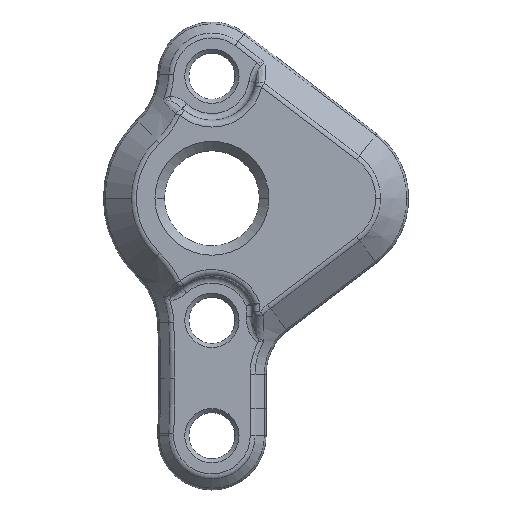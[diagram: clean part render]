
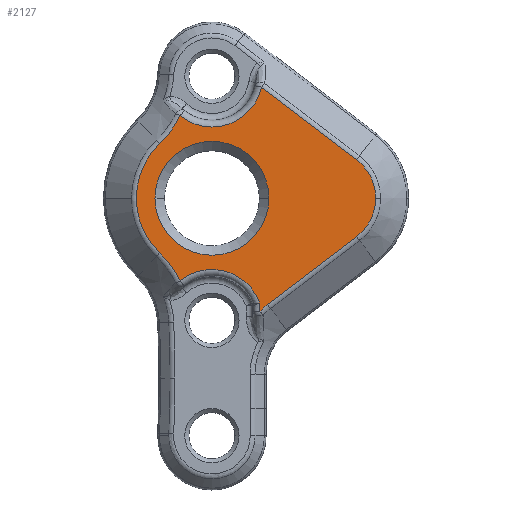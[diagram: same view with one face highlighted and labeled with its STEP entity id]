
A CAD part, top view. The second image highlights one B-rep face of the part: STEP entity #2127.
In plain terms, the highlighted planar face has unit normal (0, 0, 1).
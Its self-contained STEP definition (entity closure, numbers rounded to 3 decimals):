
#43 = CARTESIAN_POINT ( 'NONE',  ( 10.666, 2.84, 4. ) ) ;
#44 = AXIS2_PLACEMENT_3D ( 'NONE', #1119, #3782, #1993 ) ;
#45 = AXIS2_PLACEMENT_3D ( 'NONE', #1114, #2249, #485 ) ;
#58 = EDGE_CURVE ( 'NONE', #3698, #306, #3457, .T. ) ;
#71 = ORIENTED_EDGE ( 'NONE', *, *, #201, .T. ) ;
#123 = ORIENTED_EDGE ( 'NONE', *, *, #3243, .T. ) ;
#159 = DIRECTION ( 'NONE',  ( 0., 0., -1. ) ) ;
#176 = EDGE_CURVE ( 'NONE', #3091, #3648, #464, .T. ) ;
#183 = DIRECTION ( 'NONE',  ( 1., 0., 0. ) ) ;
#201 = EDGE_CURVE ( 'NONE', #2898, #2723, #716, .T. ) ;
#248 = DIRECTION ( 'NONE',  ( 1., 0., 0. ) ) ;
#274 = VECTOR ( 'NONE', #536, 1000. ) ;
#275 = VERTEX_POINT ( 'NONE', #3309 ) ;
#306 = VERTEX_POINT ( 'NONE', #3208 ) ;
#347 = CARTESIAN_POINT ( 'NONE',  ( 4.101, -7.848, 4. ) ) ;
#369 = CARTESIAN_POINT ( 'NONE',  ( 0., 0., 4. ) ) ;
#417 = ORIENTED_EDGE ( 'NONE', *, *, #1925, .T. ) ;
#430 = CARTESIAN_POINT ( 'NONE',  ( 3.66, 8.184, 4. ) ) ;
#434 = CARTESIAN_POINT ( 'NONE',  ( 3.529, 0., 4. ) ) ;
#444 = CARTESIAN_POINT ( 'NONE',  ( 0., 0., 4. ) ) ;
#464 = LINE ( 'NONE', #434, #3393 ) ;
#484 = CARTESIAN_POINT ( 'NONE',  ( 0., 0., 4. ) ) ;
#485 = DIRECTION ( 'NONE',  ( 1., 0., 0. ) ) ;
#505 = CARTESIAN_POINT ( 'NONE',  ( 5.293, -6.939, 4. ) ) ;
#536 = DIRECTION ( 'NONE',  ( 0.795, 0.607, 0. ) ) ;
#554 = ORIENTED_EDGE ( 'NONE', *, *, #3065, .T. ) ;
#587 = DIRECTION ( 'NONE',  ( 0., 0., 1. ) ) ;
#601 = VERTEX_POINT ( 'NONE', #430 ) ;
#626 = EDGE_LOOP ( 'NONE', ( #71, #1991 ) ) ;
#659 = EDGE_CURVE ( 'NONE', #2608, #2084, #1388, .T. ) ;
#716 = CIRCLE ( 'NONE', #1132, 4.2 ) ;
#735 = DIRECTION ( 'NONE',  ( 0., 0., -1. ) ) ;
#741 = EDGE_CURVE ( 'NONE', #2723, #2898, #2512, .T. ) ;
#742 = ORIENTED_EDGE ( 'NONE', *, *, #3527, .T. ) ;
#787 = DIRECTION ( 'NONE',  ( 1., 0., 0. ) ) ;
#795 = ORIENTED_EDGE ( 'NONE', *, *, #1329, .T. ) ;
#834 = AXIS2_PLACEMENT_3D ( 'NONE', #444, #159, #2560 ) ;
#841 = CARTESIAN_POINT ( 'NONE',  ( 8.5, 0., 4. ) ) ;
#938 = FACE_OUTER_BOUND ( 'NONE', #3122, .T. ) ;
#945 = DIRECTION ( 'NONE',  ( -0.795, 0.607, 0. ) ) ;
#978 = AXIS2_PLACEMENT_3D ( 'NONE', #369, #1552, #2726 ) ;
#1001 = CARTESIAN_POINT ( 'NONE',  ( 12.072, 0., 4. ) ) ;
#1007 = DIRECTION ( 'NONE',  ( 1., 0., 0. ) ) ;
#1026 = VECTOR ( 'NONE', #945, 1000. ) ;
#1027 = AXIS2_PLACEMENT_3D ( 'NONE', #841, #1681, #248 ) ;
#1058 = CARTESIAN_POINT ( 'NONE',  ( 4.2, 0., 4. ) ) ;
#1078 = DIRECTION ( 'NONE',  ( 0., 0., -1. ) ) ;
#1114 = CARTESIAN_POINT ( 'NONE',  ( -8.992, 9.389, 4. ) ) ;
#1119 = CARTESIAN_POINT ( 'NONE',  ( 0., -9., 4. ) ) ;
#1132 = AXIS2_PLACEMENT_3D ( 'NONE', #484, #1078, #787 ) ;
#1150 = EDGE_CURVE ( 'NONE', #1558, #601, #2735, .T. ) ;
#1177 = EDGE_CURVE ( 'NONE', #3648, #2608, #3213, .T. ) ;
#1242 = DIRECTION ( 'NONE',  ( 1., 0., 0. ) ) ;
#1329 = EDGE_CURVE ( 'NONE', #2082, #1558, #1602, .T. ) ;
#1355 = DIRECTION ( 'NONE',  ( 1., 0., 0. ) ) ;
#1388 = LINE ( 'NONE', #505, #274 ) ;
#1411 = CARTESIAN_POINT ( 'NONE',  ( -4.2, 0., 4. ) ) ;
#1463 = AXIS2_PLACEMENT_3D ( 'NONE', #1952, #3399, #1007 ) ;
#1552 = DIRECTION ( 'NONE',  ( 0., 0., 1. ) ) ;
#1558 = VERTEX_POINT ( 'NONE', #43 ) ;
#1602 = CIRCLE ( 'NONE', #1027, 3.572 ) ;
#1616 = DIRECTION ( 'NONE',  ( 0., 0., -1. ) ) ;
#1681 = DIRECTION ( 'NONE',  ( 0., 0., 1. ) ) ;
#1752 = CARTESIAN_POINT ( 'NONE',  ( 3.529, -8.34, 4. ) ) ;
#1776 = CIRCLE ( 'NONE', #2400, 7.428 ) ;
#1814 = FACE_BOUND ( 'NONE', #626, .T. ) ;
#1925 = EDGE_CURVE ( 'NONE', #275, #3698, #2709, .T. ) ;
#1952 = CARTESIAN_POINT ( 'NONE',  ( 8., -12.959, 4. ) ) ;
#1969 = CIRCLE ( 'NONE', #44, 3.75 ) ;
#1991 = ORIENTED_EDGE ( 'NONE', *, *, #741, .T. ) ;
#1993 = DIRECTION ( 'NONE',  ( 1., 0., 0. ) ) ;
#2017 = VERTEX_POINT ( 'NONE', #3209 ) ;
#2082 = VERTEX_POINT ( 'NONE', #1001 ) ;
#2084 = VERTEX_POINT ( 'NONE', #2169 ) ;
#2127 = ADVANCED_FACE ( 'NONE', ( #938, #1814 ), #3333, .T. ) ;
#2158 = ORIENTED_EDGE ( 'NONE', *, *, #1177, .T. ) ;
#2169 = CARTESIAN_POINT ( 'NONE',  ( 10.666, -2.84, 4. ) ) ;
#2249 = DIRECTION ( 'NONE',  ( 0., 0., -1. ) ) ;
#2267 = DIRECTION ( 'NONE',  ( 0., -1., 0. ) ) ;
#2379 = ORIENTED_EDGE ( 'NONE', *, *, #58, .T. ) ;
#2400 = AXIS2_PLACEMENT_3D ( 'NONE', #3757, #1616, #183 ) ;
#2427 = DIRECTION ( 'NONE',  ( 0., 0., 1. ) ) ;
#2468 = CIRCLE ( 'NONE', #2703, 3.572 ) ;
#2512 = CIRCLE ( 'NONE', #834, 4.2 ) ;
#2560 = DIRECTION ( 'NONE',  ( 1., 0., 0. ) ) ;
#2608 = VERTEX_POINT ( 'NONE', #347 ) ;
#2703 = AXIS2_PLACEMENT_3D ( 'NONE', #3869, #587, #2952 ) ;
#2709 = CIRCLE ( 'NONE', #45, 7.428 ) ;
#2712 = CARTESIAN_POINT ( 'NONE',  ( 5.293, 6.939, 4. ) ) ;
#2723 = VERTEX_POINT ( 'NONE', #1411 ) ;
#2726 = DIRECTION ( 'NONE',  ( 1., 0., 0. ) ) ;
#2732 = ORIENTED_EDGE ( 'NONE', *, *, #1150, .T. ) ;
#2735 = LINE ( 'NONE', #2712, #1026 ) ;
#2790 = ORIENTED_EDGE ( 'NONE', *, *, #3070, .T. ) ;
#2793 = CARTESIAN_POINT ( 'NONE',  ( 0., 9., 4. ) ) ;
#2898 = VERTEX_POINT ( 'NONE', #1058 ) ;
#2952 = DIRECTION ( 'NONE',  ( 1., 0., 0. ) ) ;
#2999 = AXIS2_PLACEMENT_3D ( 'NONE', #3704, #2427, #1242 ) ;
#3065 = EDGE_CURVE ( 'NONE', #601, #275, #3365, .T. ) ;
#3070 = EDGE_CURVE ( 'NONE', #306, #2017, #1776, .T. ) ;
#3091 = VERTEX_POINT ( 'NONE', #3451 ) ;
#3101 = ORIENTED_EDGE ( 'NONE', *, *, #176, .T. ) ;
#3122 = EDGE_LOOP ( 'NONE', ( #123, #795, #2732, #554, #417, #2379, #2790, #742, #3101, #2158, #3449 ) ) ;
#3208 = CARTESIAN_POINT ( 'NONE',  ( -3.854, -4.024, 4. ) ) ;
#3209 = CARTESIAN_POINT ( 'NONE',  ( -2.344, -6.073, 4. ) ) ;
#3213 = CIRCLE ( 'NONE', #1463, 6.428 ) ;
#3243 = EDGE_CURVE ( 'NONE', #2084, #2082, #2468, .T. ) ;
#3309 = CARTESIAN_POINT ( 'NONE',  ( -2.344, 6.073, 4. ) ) ;
#3333 = PLANE ( 'NONE',  #978 ) ;
#3334 = CARTESIAN_POINT ( 'NONE',  ( -3.854, 4.024, 4. ) ) ;
#3365 = CIRCLE ( 'NONE', #3873, 3.75 ) ;
#3393 = VECTOR ( 'NONE', #2267, 1000. ) ;
#3399 = DIRECTION ( 'NONE',  ( 0., 0., -1. ) ) ;
#3449 = ORIENTED_EDGE ( 'NONE', *, *, #659, .T. ) ;
#3451 = CARTESIAN_POINT ( 'NONE',  ( 3.529, -7.731, 4. ) ) ;
#3457 = CIRCLE ( 'NONE', #2999, 5.572 ) ;
#3527 = EDGE_CURVE ( 'NONE', #2017, #3091, #1969, .T. ) ;
#3648 = VERTEX_POINT ( 'NONE', #1752 ) ;
#3698 = VERTEX_POINT ( 'NONE', #3334 ) ;
#3704 = CARTESIAN_POINT ( 'NONE',  ( 0., 0., 4. ) ) ;
#3757 = CARTESIAN_POINT ( 'NONE',  ( -8.992, -9.389, 4. ) ) ;
#3782 = DIRECTION ( 'NONE',  ( 0., 0., -1. ) ) ;
#3869 = CARTESIAN_POINT ( 'NONE',  ( 8.5, 0., 4. ) ) ;
#3873 = AXIS2_PLACEMENT_3D ( 'NONE', #2793, #735, #1355 ) ;
